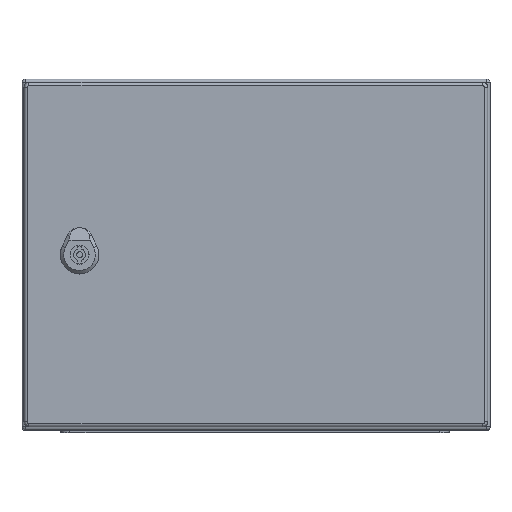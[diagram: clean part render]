
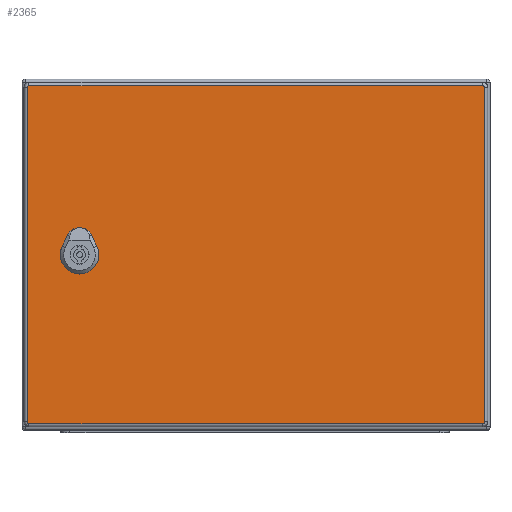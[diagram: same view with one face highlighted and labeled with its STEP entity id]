
A CAD part, top view. The second image highlights one B-rep face of the part: STEP entity #2365.
In plain terms, the highlighted face is planar.
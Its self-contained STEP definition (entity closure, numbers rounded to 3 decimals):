
#1406=FACE_BOUND('',#3567,.T.);
#1407=FACE_BOUND('',#3568,.T.);
#1953=CIRCLE('',#9656,11.25);
#1954=CIRCLE('',#9657,11.25);
#1955=CIRCLE('',#9658,11.25);
#1956=CIRCLE('',#9659,11.25);
#1957=CIRCLE('',#9660,1.4);
#1958=CIRCLE('',#9661,1.4);
#1959=CIRCLE('',#9662,1.4);
#1960=CIRCLE('',#9663,1.4);
#2365=ADVANCED_FACE('',(#1406,#1407),#2642,.F.);
#2642=PLANE('',#9664);
#3567=EDGE_LOOP('',(#5107,#5108,#5109,#5110,#5111,#5112,#5113,#5114));
#3568=EDGE_LOOP('',(#5115,#5116,#5117,#5118,#5119,#5120,#5121,#5122));
#5107=ORIENTED_EDGE('',*,*,#7447,.T.);
#5108=ORIENTED_EDGE('',*,*,#7448,.T.);
#5109=ORIENTED_EDGE('',*,*,#7449,.T.);
#5110=ORIENTED_EDGE('',*,*,#7450,.T.);
#5111=ORIENTED_EDGE('',*,*,#7451,.T.);
#5112=ORIENTED_EDGE('',*,*,#7452,.T.);
#5113=ORIENTED_EDGE('',*,*,#7453,.T.);
#5114=ORIENTED_EDGE('',*,*,#7454,.T.);
#5115=ORIENTED_EDGE('',*,*,#7455,.F.);
#5116=ORIENTED_EDGE('',*,*,#7456,.F.);
#5117=ORIENTED_EDGE('',*,*,#7457,.F.);
#5118=ORIENTED_EDGE('',*,*,#7458,.F.);
#5119=ORIENTED_EDGE('',*,*,#7459,.F.);
#5120=ORIENTED_EDGE('',*,*,#7460,.F.);
#5121=ORIENTED_EDGE('',*,*,#7461,.F.);
#5122=ORIENTED_EDGE('',*,*,#7462,.F.);
#6489=VERTEX_POINT('',#14364);
#6490=VERTEX_POINT('',#14365);
#6491=VERTEX_POINT('',#14367);
#6492=VERTEX_POINT('',#14369);
#6493=VERTEX_POINT('',#14371);
#6494=VERTEX_POINT('',#14373);
#6495=VERTEX_POINT('',#14375);
#6496=VERTEX_POINT('',#14377);
#6497=VERTEX_POINT('',#14380);
#6498=VERTEX_POINT('',#14381);
#6499=VERTEX_POINT('',#14383);
#6500=VERTEX_POINT('',#14385);
#6501=VERTEX_POINT('',#14387);
#6502=VERTEX_POINT('',#14389);
#6503=VERTEX_POINT('',#14391);
#6504=VERTEX_POINT('',#14393);
#7447=EDGE_CURVE('',#6489,#6490,#8201,.T.);
#7448=EDGE_CURVE('',#6490,#6491,#1953,.T.);
#7449=EDGE_CURVE('',#6491,#6492,#8202,.T.);
#7450=EDGE_CURVE('',#6492,#6493,#1954,.T.);
#7451=EDGE_CURVE('',#6493,#6494,#8203,.T.);
#7452=EDGE_CURVE('',#6494,#6495,#1955,.T.);
#7453=EDGE_CURVE('',#6495,#6496,#8204,.T.);
#7454=EDGE_CURVE('',#6496,#6489,#1956,.T.);
#7455=EDGE_CURVE('',#6497,#6498,#1957,.T.);
#7456=EDGE_CURVE('',#6499,#6497,#8205,.T.);
#7457=EDGE_CURVE('',#6500,#6499,#1958,.T.);
#7458=EDGE_CURVE('',#6501,#6500,#8206,.T.);
#7459=EDGE_CURVE('',#6502,#6501,#1959,.T.);
#7460=EDGE_CURVE('',#6503,#6502,#8207,.T.);
#7461=EDGE_CURVE('',#6504,#6503,#1960,.T.);
#7462=EDGE_CURVE('',#6498,#6504,#8208,.T.);
#8201=LINE('',#14363,#8811);
#8202=LINE('',#14368,#8812);
#8203=LINE('',#14372,#8813);
#8204=LINE('',#14376,#8814);
#8205=LINE('',#14382,#8815);
#8206=LINE('',#14386,#8816);
#8207=LINE('',#14390,#8817);
#8208=LINE('',#14394,#8818);
#8811=VECTOR('',#11560,1.);
#8812=VECTOR('',#11563,1.);
#8813=VECTOR('',#11566,1.);
#8814=VECTOR('',#11569,1.);
#8815=VECTOR('',#11574,1.);
#8816=VECTOR('',#11577,1.);
#8817=VECTOR('',#11580,1.);
#8818=VECTOR('',#11583,1.);
#9656=AXIS2_PLACEMENT_3D('',#14366,#11561,#11562);
#9657=AXIS2_PLACEMENT_3D('',#14370,#11564,#11565);
#9658=AXIS2_PLACEMENT_3D('',#14374,#11567,#11568);
#9659=AXIS2_PLACEMENT_3D('',#14378,#11570,#11571);
#9660=AXIS2_PLACEMENT_3D('',#14379,#11572,#11573);
#9661=AXIS2_PLACEMENT_3D('',#14384,#11575,#11576);
#9662=AXIS2_PLACEMENT_3D('',#14388,#11578,#11579);
#9663=AXIS2_PLACEMENT_3D('',#14392,#11581,#11582);
#9664=AXIS2_PLACEMENT_3D('',#14395,#11584,#11585);
#11560=DIRECTION('',(-1.,0.,0.));
#11561=DIRECTION('',(0.,0.,1.));
#11562=DIRECTION('',(1.,0.,0.));
#11563=DIRECTION('',(0.,-1.,0.));
#11564=DIRECTION('',(0.,0.,1.));
#11565=DIRECTION('',(1.,0.,0.));
#11566=DIRECTION('',(1.,0.,0.));
#11567=DIRECTION('',(0.,0.,1.));
#11568=DIRECTION('',(1.,0.,0.));
#11569=DIRECTION('',(0.,1.,0.));
#11570=DIRECTION('',(0.,0.,1.));
#11571=DIRECTION('',(1.,0.,0.));
#11572=DIRECTION('',(0.,0.,1.));
#11573=DIRECTION('',(1.,0.,0.));
#11574=DIRECTION('',(0.,-1.,0.));
#11575=DIRECTION('',(0.,0.,1.));
#11576=DIRECTION('',(1.,0.,0.));
#11577=DIRECTION('',(-1.,0.,0.));
#11578=DIRECTION('',(0.,0.,1.));
#11579=DIRECTION('',(1.,0.,0.));
#11580=DIRECTION('',(0.,1.,0.));
#11581=DIRECTION('',(0.,0.,1.));
#11582=DIRECTION('',(1.,0.,0.));
#11583=DIRECTION('',(1.,0.,0.));
#11584=DIRECTION('',(0.,0.,1.));
#11585=DIRECTION('',(1.,0.,0.));
#14363=CARTESIAN_POINT('',(-193.95,10.2,0.));
#14364=CARTESIAN_POINT('',(155.396,10.2,0.));
#14365=CARTESIAN_POINT('',(145.904,10.2,0.));
#14366=CARTESIAN_POINT('',(150.65,0.,0.));
#14367=CARTESIAN_POINT('',(140.45,4.746,0.));
#14368=CARTESIAN_POINT('',(140.45,143.,0.));
#14369=CARTESIAN_POINT('',(140.45,-4.746,0.));
#14370=CARTESIAN_POINT('',(150.65,0.,0.));
#14371=CARTESIAN_POINT('',(145.904,-10.2,0.));
#14372=CARTESIAN_POINT('',(-193.95,-10.2,0.));
#14373=CARTESIAN_POINT('',(155.396,-10.2,0.));
#14374=CARTESIAN_POINT('',(150.65,0.,0.));
#14375=CARTESIAN_POINT('',(160.85,-4.746,0.));
#14376=CARTESIAN_POINT('',(160.85,143.,0.));
#14377=CARTESIAN_POINT('',(160.85,4.746,0.));
#14378=CARTESIAN_POINT('',(150.65,0.,0.));
#14379=CARTESIAN_POINT('',(-193.95,-143.,0.));
#14380=CARTESIAN_POINT('',(-195.35,-143.,0.));
#14381=CARTESIAN_POINT('',(-193.95,-144.4,0.));
#14382=CARTESIAN_POINT('',(-195.35,143.,0.));
#14383=CARTESIAN_POINT('',(-195.35,143.,0.));
#14384=CARTESIAN_POINT('',(-193.95,143.,0.));
#14385=CARTESIAN_POINT('',(-193.95,144.4,0.));
#14386=CARTESIAN_POINT('',(193.95,144.4,0.));
#14387=CARTESIAN_POINT('',(193.95,144.4,0.));
#14388=CARTESIAN_POINT('',(193.95,143.,0.));
#14389=CARTESIAN_POINT('',(195.35,143.,0.));
#14390=CARTESIAN_POINT('',(195.35,-143.,0.));
#14391=CARTESIAN_POINT('',(195.35,-143.,0.));
#14392=CARTESIAN_POINT('',(193.95,-143.,0.));
#14393=CARTESIAN_POINT('',(193.95,-144.4,0.));
#14394=CARTESIAN_POINT('',(-193.95,-144.4,0.));
#14395=CARTESIAN_POINT('',(-193.95,143.,0.));
